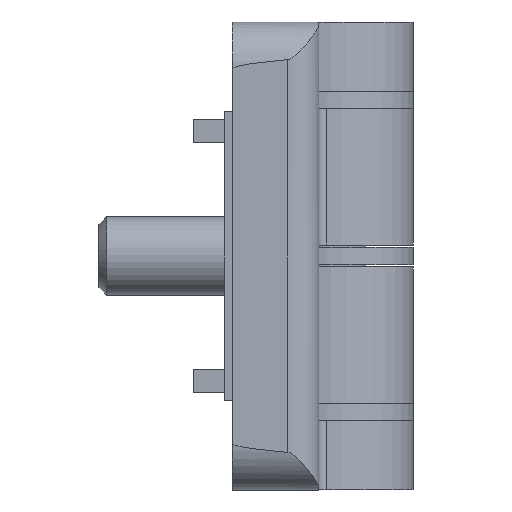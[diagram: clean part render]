
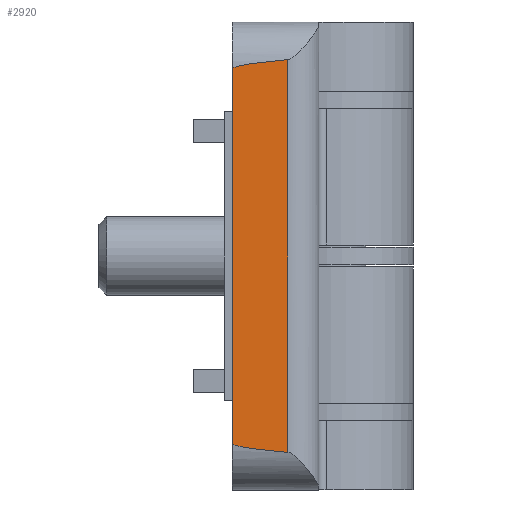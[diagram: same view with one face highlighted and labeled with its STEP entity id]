
A CAD part, left-side view. The second image highlights one B-rep face of the part: STEP entity #2920.
In plain terms, the highlighted planar face has unit normal (-1, -0.018, 0).
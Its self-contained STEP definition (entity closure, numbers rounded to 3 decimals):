
#108=ELLIPSE('',#3317,171.896,3.);
#109=ELLIPSE('',#3319,171.896,3.);
#408=FACE_OUTER_BOUND('',#586,.T.);
#586=EDGE_LOOP('',(#2075,#2076,#2077,#2078));
#799=LINE('',#4821,#1037);
#800=LINE('',#4822,#1038);
#1037=VECTOR('',#3807,1.);
#1038=VECTOR('',#3808,1.);
#1283=VERTEX_POINT('',#4758);
#1284=VERTEX_POINT('',#4782);
#1285=VERTEX_POINT('',#4786);
#1286=VERTEX_POINT('',#4787);
#1578=EDGE_CURVE('',#1283,#1284,#108,.T.);
#1579=EDGE_CURVE('',#1285,#1286,#109,.T.);
#1586=EDGE_CURVE('',#1284,#1285,#799,.T.);
#1587=EDGE_CURVE('',#1283,#1286,#800,.T.);
#2075=ORIENTED_EDGE('',*,*,#1578,.T.);
#2076=ORIENTED_EDGE('',*,*,#1586,.T.);
#2077=ORIENTED_EDGE('',*,*,#1579,.T.);
#2078=ORIENTED_EDGE('',*,*,#1587,.F.);
#2808=PLANE('',#3323);
#2920=ADVANCED_FACE('',(#408),#2808,.T.);
#3317=AXIS2_PLACEMENT_3D('',#4784,#3790,#3791);
#3319=AXIS2_PLACEMENT_3D('',#4788,#3794,#3795);
#3323=AXIS2_PLACEMENT_3D('',#4820,#3805,#3806);
#3790=DIRECTION('center_axis',(-1.,-0.017,0.));
#3791=DIRECTION('ref_axis',(0.017,-1.,0.));
#3794=DIRECTION('center_axis',(-1.,-0.017,0.));
#3795=DIRECTION('ref_axis',(-0.017,1.,0.));
#3805=DIRECTION('center_axis',(-1.,-0.017,0.));
#3806=DIRECTION('ref_axis',(0.,0.,-1.));
#3807=DIRECTION('',(0.,0.,-1.));
#3808=DIRECTION('',(0.,0.,-1.));
#4758=CARTESIAN_POINT('',(-10.038,-3.535,12.505));
#4782=CARTESIAN_POINT('',(-10.1,0.,11.9));
#4784=CARTESIAN_POINT('Origin',(-7.1,-171.87,11.9));
#4786=CARTESIAN_POINT('',(-10.1,0.,-11.9));
#4787=CARTESIAN_POINT('',(-10.038,-3.535,-12.505));
#4788=CARTESIAN_POINT('Origin',(-7.1,-171.87,-11.9));
#4820=CARTESIAN_POINT('Origin',(-10.1,0.,14.9));
#4821=CARTESIAN_POINT('',(-10.1,0.,14.9));
#4822=CARTESIAN_POINT('',(-10.038,-3.535,14.9));
